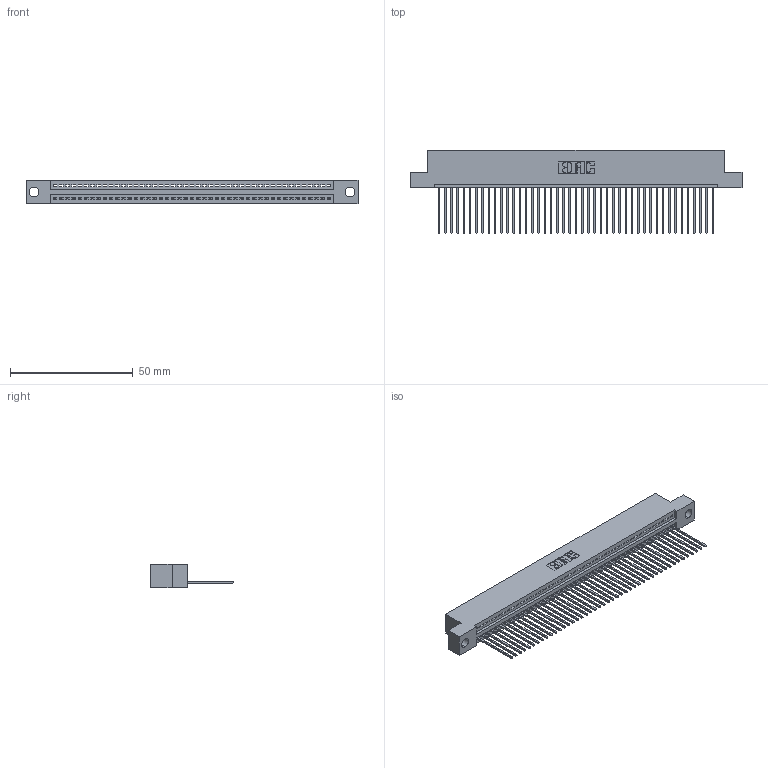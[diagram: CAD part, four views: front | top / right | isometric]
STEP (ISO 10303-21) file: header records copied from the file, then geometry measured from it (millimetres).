
FILE_DESCRIPTION (( 'STEP AP203' ), '1' );
FILE_NAME ('395-045-541-104.STEP', '2018-11-16T00:36:58', ( '' ), ( '' ), 'SwSTEP 2.0', 'SolidWorks 2016', '' );
FILE_SCHEMA (( 'CONFIG_CONTROL_DESIGN' ));
Length unit declared in the file: inch
Products named in the file (3): 345 Part_Flush Mounting Lugs - 0.156 Dia-TH; 345-292-001_345-293-141; 395-045-541-104
Assembly tree (46 placements, depth 2):
  395-045-541-104
    345 Part_Flush Mounting Lugs - 0.156 Dia-TH
    345-292-001_345-293-141  x45
Bounding box: 135.51 x 33.96 x 9.4 mm (x, y, z)
Volume: 12956 mm3; surface area: 17940.6 mm2
Topology: 46 solids, 46 shells, 2736 faces, 8261 edges, 5446 vertices
Faces by surface type: plane 1880, cylinder 856
Entity records: 33485 total; most frequent: CARTESIAN_POINT 5807, ORIENTED_EDGE 5786, DIRECTION 5067, EDGE_CURVE 2893, VECTOR 2581, LINE 2581, VERTEX_POINT 1926, AXIS2_PLACEMENT_3D 1243
